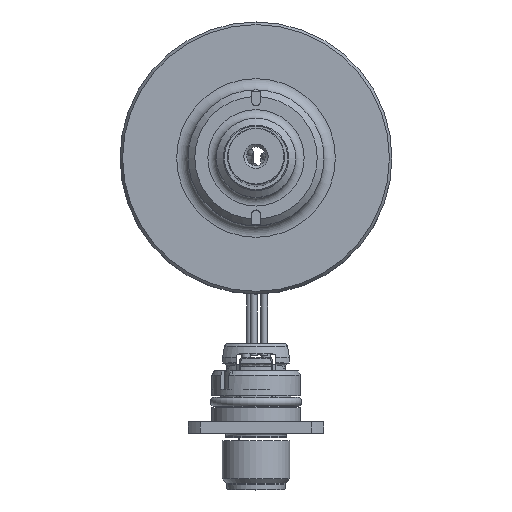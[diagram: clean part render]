
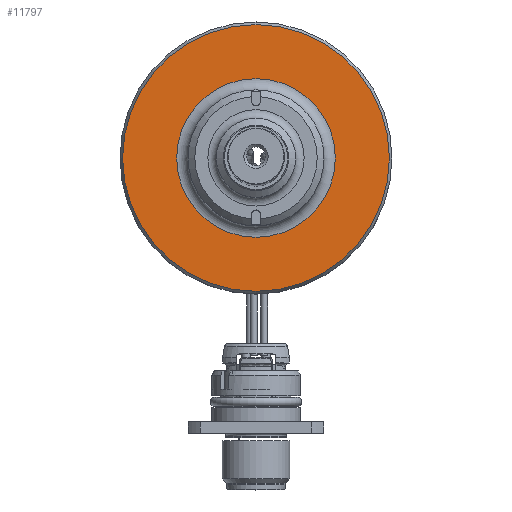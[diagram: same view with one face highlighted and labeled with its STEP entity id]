
A CAD part, top view. The second image highlights one B-rep face of the part: STEP entity #11797.
In plain terms, the highlighted planar face has unit normal (0, 0, 1).
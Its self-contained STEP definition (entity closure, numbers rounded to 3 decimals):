
#1076 = VERTEX_POINT ( 'NONE', #9068 ) ;
#1104 = EDGE_CURVE ( 'NONE', #1076, #1076, #6652, .T. ) ;
#1142 = DIRECTION ( 'NONE',  ( -1., 0., 0. ) ) ;
#1414 = DIRECTION ( 'NONE',  ( -1., 0., 0. ) ) ;
#2296 = CARTESIAN_POINT ( 'NONE',  ( 0., 0., -6.1 ) ) ;
#3828 = CARTESIAN_POINT ( 'NONE',  ( 12., 0., -6.1 ) ) ;
#3960 = CARTESIAN_POINT ( 'NONE',  ( 0., 0., -6.1 ) ) ;
#4470 = AXIS2_PLACEMENT_3D ( 'NONE', #2296, #9029, #1414 ) ;
#4783 = EDGE_LOOP ( 'NONE', ( #11956 ) ) ;
#4800 = EDGE_LOOP ( 'NONE', ( #11071 ) ) ;
#5574 = AXIS2_PLACEMENT_3D ( 'NONE', #3828, #8706, #8662 ) ;
#5730 = VERTEX_POINT ( 'NONE', #12078 ) ;
#6652 = CIRCLE ( 'NONE', #4470, 23.538 ) ;
#7010 = FACE_BOUND ( 'NONE', #4800, .T. ) ;
#8619 = PLANE ( 'NONE',  #5574 ) ;
#8662 = DIRECTION ( 'NONE',  ( -1., 0., 0. ) ) ;
#8706 = DIRECTION ( 'NONE',  ( 0., 0., -1. ) ) ;
#9029 = DIRECTION ( 'NONE',  ( 0., 0., 1. ) ) ;
#9068 = CARTESIAN_POINT ( 'NONE',  ( -23.538, 0., -6.1 ) ) ;
#9398 = FACE_OUTER_BOUND ( 'NONE', #4783, .T. ) ;
#9677 = DIRECTION ( 'NONE',  ( 0., 0., -1. ) ) ;
#10320 = EDGE_CURVE ( 'NONE', #5730, #5730, #11542, .T. ) ;
#11071 = ORIENTED_EDGE ( 'NONE', *, *, #10320, .T. ) ;
#11542 = CIRCLE ( 'NONE', #11545, 14. ) ;
#11545 = AXIS2_PLACEMENT_3D ( 'NONE', #3960, #9677, #1142 ) ;
#11797 = ADVANCED_FACE ( 'NONE', ( #7010, #9398 ), #8619, .F. ) ;
#11956 = ORIENTED_EDGE ( 'NONE', *, *, #1104, .T. ) ;
#12078 = CARTESIAN_POINT ( 'NONE',  ( -14., 0., -6.1 ) ) ;
